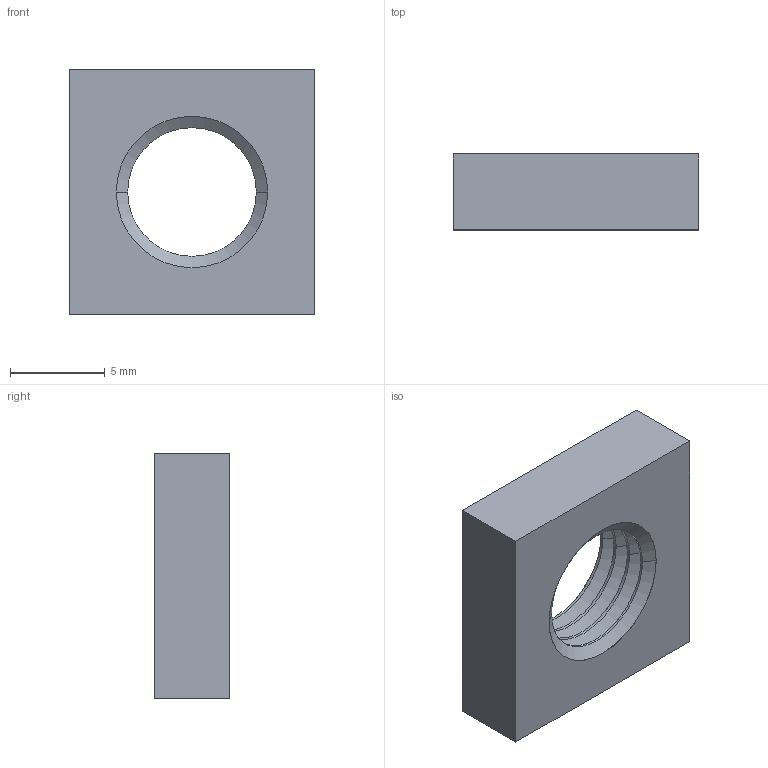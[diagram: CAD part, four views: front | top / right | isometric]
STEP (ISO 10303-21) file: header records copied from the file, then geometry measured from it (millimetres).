
FILE_DESCRIPTION (( 'STEP AP214' ), '1' );
FILE_NAME ('SNSD.30.52.67 Ãàéêà êâàäðàòíàÿ M5, ïàç 6(K58)M12.STEP', '2018-08-10T10:57:45', ( '' ), ( '' ), 'SwSTEP 2.0', 'SolidWorks 2018', '' );
FILE_SCHEMA (( 'AUTOMOTIVE_DESIGN' ));
Length unit declared in the file: millimetre
Products named in the file (2): square nut thin grade b_din_Square nut DIN 562 M8 -S; SNSD.30.52.67 Ãàéêà êâàäðàòíàÿ M5, ïàç 6(K58)M12
Assembly tree (1 placements, depth 2):
  SNSD.30.52.67 Ãàéêà êâàäðàòíàÿ M5, ïàç 6(K58)M12
    square nut thin grade b_din_Square nut DIN 562 M8 -S
Bounding box: 13 x 4 x 13 mm (x, y, z)
Volume: 507.4 mm3; surface area: 595.8 mm2
Topology: 1 solids, 1 shells, 38 faces, 78 edges, 42 vertices
Faces by surface type: cone 20, cylinder 12, plane 6
Entity records: 1046 total; most frequent: DIRECTION 196, CARTESIAN_POINT 162, ORIENTED_EDGE 156, EDGE_CURVE 78, AXIS2_PLACEMENT_3D 76, VECTOR 44, LINE 44, VERTEX_POINT 42
